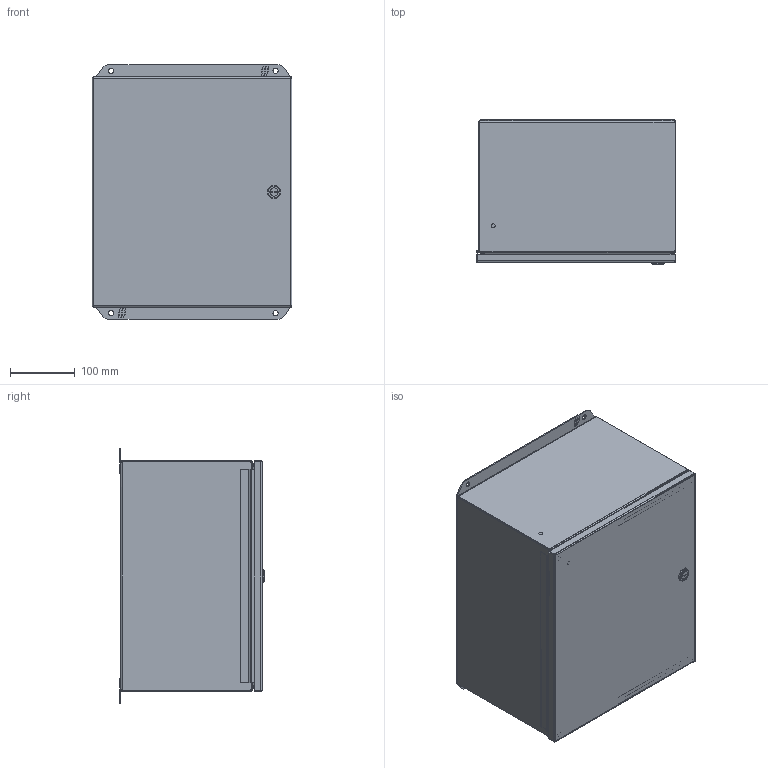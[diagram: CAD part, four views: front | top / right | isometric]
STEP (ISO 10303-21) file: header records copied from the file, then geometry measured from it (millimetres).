
FILE_DESCRIPTION (( 'STEP AP203' ), '1' );
FILE_NAME ('EJ14128SS_Default.step', '2019-11-13T20:04:25', ( '' ), ( '' ), 'SwSTEP 2.0', 'SolidWorks 2019', '' );
FILE_SCHEMA (( 'CONFIG_CONTROL_DESIGN' ));
Length unit declared in the file: inch
Products named in the file (1): EJ14128SS_Default
Bounding box: 309 x 223.66 x 393.7 mm (x, y, z)
Volume: 1049984.7 mm3; surface area: 1373913 mm2
Topology: 16 solids, 17 shells, 752 faces, 1928 edges, 1217 vertices
Faces by surface type: plane 418, cylinder 238, bspline 60, cone 36
Entity records: 25983 total; most frequent: CARTESIAN_POINT 7810, ORIENTED_EDGE 3832, DIRECTION 3630, EDGE_CURVE 1916, LINE 1308, VECTOR 1308, VERTEX_POINT 1217, AXIS2_PLACEMENT_3D 1161
